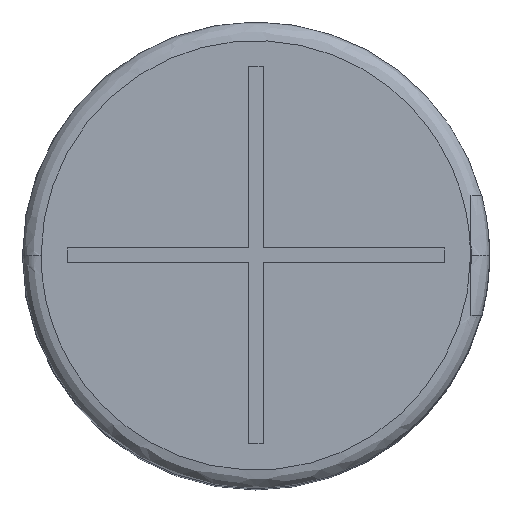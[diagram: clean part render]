
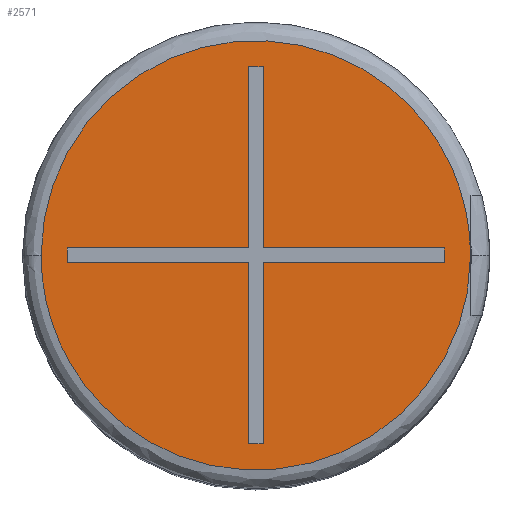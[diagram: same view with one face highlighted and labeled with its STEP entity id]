
A CAD part, top view. The second image highlights one B-rep face of the part: STEP entity #2571.
In plain terms, the highlighted planar face has unit normal (0, 0, 1).
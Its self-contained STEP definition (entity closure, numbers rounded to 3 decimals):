
#10 = ORIENTED_EDGE ( 'NONE', *, *, #1809, .F. ) ;
#38 = CARTESIAN_POINT ( 'NONE',  ( -0.2, 0., 20. ) ) ;
#43 = PLANE ( 'NONE',  #1750 ) ;
#52 =( BOUNDED_CURVE ( )  B_SPLINE_CURVE ( 3, ( #3668, #1728, #3053, #104 ),
 .UNSPECIFIED., .F., .F. ) 
 B_SPLINE_CURVE_WITH_KNOTS ( ( 4, 4 ),
 ( 0., 0.5 ),
 .UNSPECIFIED. ) 
 CURVE ( )  GEOMETRIC_REPRESENTATION_ITEM ( )  RATIONAL_B_SPLINE_CURVE ( ( 1., 0.333, 0.333, 1. ) ) 
 REPRESENTATION_ITEM ( '' )  );
#55 = CARTESIAN_POINT ( 'NONE',  ( 0., 5.05, 20. ) ) ;
#76 = ORIENTED_EDGE ( 'NONE', *, *, #1034, .F. ) ;
#89 = DIRECTION ( 'NONE',  ( 0., -1., 0. ) ) ;
#104 = CARTESIAN_POINT ( 'NONE',  ( -5.75, 0., 20. ) ) ;
#110 = DIRECTION ( 'NONE',  ( 1., 0., 0. ) ) ;
#146 = EDGE_CURVE ( 'NONE', #4065, #3859, #617, .T. ) ;
#153 = VECTOR ( 'NONE', #756, 1000. ) ;
#359 = CARTESIAN_POINT ( 'NONE',  ( -5.05, 0., 20. ) ) ;
#374 = DIRECTION ( 'NONE',  ( 0., 1., 0. ) ) ;
#411 = LINE ( 'NONE', #3465, #1454 ) ;
#428 = LINE ( 'NONE', #2115, #2160 ) ;
#451 = CARTESIAN_POINT ( 'NONE',  ( 5.05, 0.2, 20. ) ) ;
#514 = VERTEX_POINT ( 'NONE', #2944 ) ;
#516 = CARTESIAN_POINT ( 'NONE',  ( 5.75, 0., 20. ) ) ;
#608 = LINE ( 'NONE', #4277, #2534 ) ;
#613 = CARTESIAN_POINT ( 'NONE',  ( -0.2, 0.2, 20. ) ) ;
#615 = VECTOR ( 'NONE', #3343, 1000. ) ;
#617 = LINE ( 'NONE', #1603, #4096 ) ;
#741 = VECTOR ( 'NONE', #2352, 1000. ) ;
#756 = DIRECTION ( 'NONE',  ( -1., 0., 0. ) ) ;
#795 = ORIENTED_EDGE ( 'NONE', *, *, #3150, .F. ) ;
#838 = ORIENTED_EDGE ( 'NONE', *, *, #2925, .F. ) ;
#862 = ORIENTED_EDGE ( 'NONE', *, *, #4077, .F. ) ;
#987 = CARTESIAN_POINT ( 'NONE',  ( 0., 0., 20. ) ) ;
#990 = ORIENTED_EDGE ( 'NONE', *, *, #1463, .F. ) ;
#1031 = LINE ( 'NONE', #3977, #615 ) ;
#1034 = EDGE_CURVE ( 'NONE', #2338, #1744, #1914, .T. ) ;
#1058 = CARTESIAN_POINT ( 'NONE',  ( 0., 0.2, 20. ) ) ;
#1066 = VERTEX_POINT ( 'NONE', #2698 ) ;
#1078 = LINE ( 'NONE', #2371, #2445 ) ;
#1193 = ORIENTED_EDGE ( 'NONE', *, *, #1563, .F. ) ;
#1269 = VECTOR ( 'NONE', #3398, 1000. ) ;
#1379 = VERTEX_POINT ( 'NONE', #1542 ) ;
#1380 = CARTESIAN_POINT ( 'NONE',  ( -0.2, -5.05, 20. ) ) ;
#1454 = VECTOR ( 'NONE', #110, 1000. ) ;
#1463 = EDGE_CURVE ( 'NONE', #3712, #3904, #1078, .T. ) ;
#1479 = EDGE_LOOP ( 'NONE', ( #10, #76 ) ) ;
#1514 = VERTEX_POINT ( 'NONE', #2658 ) ;
#1542 = CARTESIAN_POINT ( 'NONE',  ( -0.2, 5.05, 20. ) ) ;
#1563 = EDGE_CURVE ( 'NONE', #2924, #514, #4062, .T. ) ;
#1603 = CARTESIAN_POINT ( 'NONE',  ( 0., -0.2, 20. ) ) ;
#1672 = FACE_BOUND ( 'NONE', #1920, .T. ) ;
#1710 = LINE ( 'NONE', #55, #153 ) ;
#1726 = VERTEX_POINT ( 'NONE', #613 ) ;
#1728 = CARTESIAN_POINT ( 'NONE',  ( 5.75, -11.5, 20. ) ) ;
#1744 = VERTEX_POINT ( 'NONE', #1896 ) ;
#1750 = AXIS2_PLACEMENT_3D ( 'NONE', #987, #1977, #2979 ) ;
#1769 = DIRECTION ( 'NONE',  ( -1., 0., 0. ) ) ;
#1772 = EDGE_CURVE ( 'NONE', #3801, #2924, #2024, .T. ) ;
#1805 = ORIENTED_EDGE ( 'NONE', *, *, #3658, .F. ) ;
#1809 = EDGE_CURVE ( 'NONE', #1744, #2338, #52, .T. ) ;
#1896 = CARTESIAN_POINT ( 'NONE',  ( 5.75, 0., 20. ) ) ;
#1914 =( BOUNDED_CURVE ( )  B_SPLINE_CURVE ( 3, ( #2116, #2854, #2176, #516 ),
 .UNSPECIFIED., .F., .F. ) 
 B_SPLINE_CURVE_WITH_KNOTS ( ( 4, 4 ),
 ( 0.5, 1. ),
 .UNSPECIFIED. ) 
 CURVE ( )  GEOMETRIC_REPRESENTATION_ITEM ( )  RATIONAL_B_SPLINE_CURVE ( ( 1., 0.333, 0.333, 1. ) ) 
 REPRESENTATION_ITEM ( '' )  );
#1920 = EDGE_LOOP ( 'NONE', ( #3539, #990, #4200, #838, #2641, #862, #1805, #3375, #3646, #1193, #2829, #795 ) ) ;
#1977 = DIRECTION ( 'NONE',  ( 0., 0., -1. ) ) ;
#1996 = CARTESIAN_POINT ( 'NONE',  ( -5.75, 0., 20. ) ) ;
#2019 = EDGE_CURVE ( 'NONE', #3904, #1066, #608, .T. ) ;
#2024 = LINE ( 'NONE', #1058, #741 ) ;
#2058 = CARTESIAN_POINT ( 'NONE',  ( 0.2, 0., 20. ) ) ;
#2115 = CARTESIAN_POINT ( 'NONE',  ( 0., 0.2, 20. ) ) ;
#2116 = CARTESIAN_POINT ( 'NONE',  ( -5.75, 0., 20. ) ) ;
#2130 = CARTESIAN_POINT ( 'NONE',  ( -0.2, 0., 20. ) ) ;
#2160 = VECTOR ( 'NONE', #1769, 1000. ) ;
#2176 = CARTESIAN_POINT ( 'NONE',  ( 5.75, 11.5, 20. ) ) ;
#2215 = DIRECTION ( 'NONE',  ( 1., 0., 0. ) ) ;
#2248 = VECTOR ( 'NONE', #3133, 1000. ) ;
#2260 = LINE ( 'NONE', #359, #3102 ) ;
#2338 = VERTEX_POINT ( 'NONE', #1996 ) ;
#2352 = DIRECTION ( 'NONE',  ( -1., 0., 0. ) ) ;
#2371 = CARTESIAN_POINT ( 'NONE',  ( 0.2, 0., 20. ) ) ;
#2409 = VECTOR ( 'NONE', #89, 1000. ) ;
#2445 = VECTOR ( 'NONE', #374, 1000. ) ;
#2534 = VECTOR ( 'NONE', #2215, 1000. ) ;
#2571 = ADVANCED_FACE ( 'NONE', ( #1672, #2994 ), #43, .F. ) ;
#2616 = DIRECTION ( 'NONE',  ( 1., 0., 0. ) ) ;
#2617 = DIRECTION ( 'NONE',  ( 0., -1., 0. ) ) ;
#2641 = ORIENTED_EDGE ( 'NONE', *, *, #146, .F. ) ;
#2658 = CARTESIAN_POINT ( 'NONE',  ( -5.05, 0.2, 20. ) ) ;
#2696 = LINE ( 'NONE', #38, #2409 ) ;
#2698 = CARTESIAN_POINT ( 'NONE',  ( 5.05, -0.2, 20. ) ) ;
#2829 = ORIENTED_EDGE ( 'NONE', *, *, #1772, .F. ) ;
#2854 = CARTESIAN_POINT ( 'NONE',  ( -5.75, 11.5, 20. ) ) ;
#2892 = VERTEX_POINT ( 'NONE', #1380 ) ;
#2924 = VERTEX_POINT ( 'NONE', #2987 ) ;
#2925 = EDGE_CURVE ( 'NONE', #3859, #2892, #2696, .T. ) ;
#2944 = CARTESIAN_POINT ( 'NONE',  ( 0.2, 5.05, 20. ) ) ;
#2979 = DIRECTION ( 'NONE',  ( 0., 1., 0. ) ) ;
#2987 = CARTESIAN_POINT ( 'NONE',  ( 0.2, 0.2, 20. ) ) ;
#2994 = FACE_OUTER_BOUND ( 'NONE', #1479, .T. ) ;
#3004 = EDGE_CURVE ( 'NONE', #1379, #1726, #3796, .T. ) ;
#3053 = CARTESIAN_POINT ( 'NONE',  ( -5.75, -11.5, 20. ) ) ;
#3102 = VECTOR ( 'NONE', #2617, 1000. ) ;
#3128 = CARTESIAN_POINT ( 'NONE',  ( 0.2, -0.2, 20. ) ) ;
#3133 = DIRECTION ( 'NONE',  ( 0., -1., 0. ) ) ;
#3150 = EDGE_CURVE ( 'NONE', #1066, #3801, #1031, .T. ) ;
#3154 = EDGE_CURVE ( 'NONE', #514, #1379, #1710, .T. ) ;
#3343 = DIRECTION ( 'NONE',  ( 0., 1., 0. ) ) ;
#3370 = CARTESIAN_POINT ( 'NONE',  ( 0.2, -5.05, 20. ) ) ;
#3375 = ORIENTED_EDGE ( 'NONE', *, *, #3004, .F. ) ;
#3398 = DIRECTION ( 'NONE',  ( 0., 1., 0. ) ) ;
#3465 = CARTESIAN_POINT ( 'NONE',  ( 0., -5.05, 20. ) ) ;
#3539 = ORIENTED_EDGE ( 'NONE', *, *, #2019, .F. ) ;
#3646 = ORIENTED_EDGE ( 'NONE', *, *, #3154, .F. ) ;
#3658 = EDGE_CURVE ( 'NONE', #1726, #1514, #428, .T. ) ;
#3668 = CARTESIAN_POINT ( 'NONE',  ( 5.75, 0., 20. ) ) ;
#3712 = VERTEX_POINT ( 'NONE', #3370 ) ;
#3796 = LINE ( 'NONE', #2130, #2248 ) ;
#3801 = VERTEX_POINT ( 'NONE', #451 ) ;
#3859 = VERTEX_POINT ( 'NONE', #4153 ) ;
#3904 = VERTEX_POINT ( 'NONE', #3128 ) ;
#3977 = CARTESIAN_POINT ( 'NONE',  ( 5.05, 0., 20. ) ) ;
#4062 = LINE ( 'NONE', #2058, #1269 ) ;
#4065 = VERTEX_POINT ( 'NONE', #4072 ) ;
#4072 = CARTESIAN_POINT ( 'NONE',  ( -5.05, -0.2, 20. ) ) ;
#4077 = EDGE_CURVE ( 'NONE', #1514, #4065, #2260, .T. ) ;
#4096 = VECTOR ( 'NONE', #2616, 1000. ) ;
#4153 = CARTESIAN_POINT ( 'NONE',  ( -0.2, -0.2, 20. ) ) ;
#4200 = ORIENTED_EDGE ( 'NONE', *, *, #4295, .F. ) ;
#4277 = CARTESIAN_POINT ( 'NONE',  ( 0., -0.2, 20. ) ) ;
#4295 = EDGE_CURVE ( 'NONE', #2892, #3712, #411, .T. ) ;
